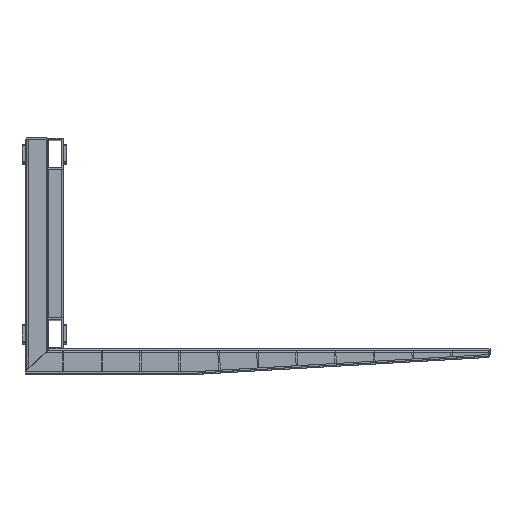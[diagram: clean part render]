
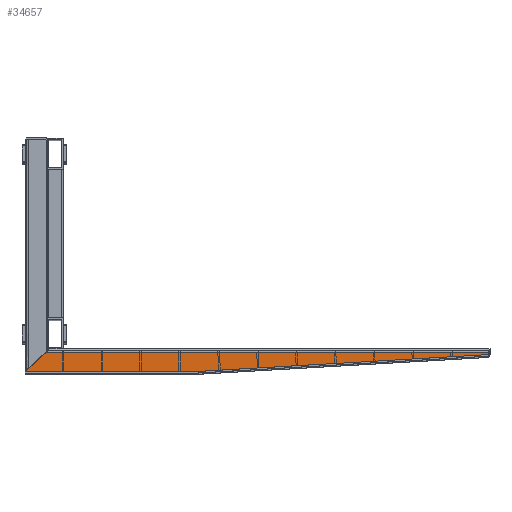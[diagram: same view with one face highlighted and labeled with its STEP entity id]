
A CAD part, top view. The second image highlights one B-rep face of the part: STEP entity #34657.
In plain terms, the highlighted free-form (B-spline) face has degree [1, 1] with [2, 2] control points.
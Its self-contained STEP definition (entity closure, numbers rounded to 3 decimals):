
#34367 = VERTEX_POINT('',#34368);
#34368 = CARTESIAN_POINT('',(1871.238,-80.082,
    1644.419));
#34396 = VERTEX_POINT('',#34397);
#34397 = CARTESIAN_POINT('',(-33.367,-80.082,
    1644.419));
#34447 = EDGE_CURVE('',#34396,#34367,#34448,.T.);
#34448 = B_SPLINE_CURVE_WITH_KNOTS('',1,(#34449,#34450),.UNSPECIFIED.,
  .F.,.F.,(2,2),(-1427.,0.),.PIECEWISE_BEZIER_KNOTS.);
#34449 = CARTESIAN_POINT('',(-33.367,-80.082,
    1644.419));
#34450 = CARTESIAN_POINT('',(1871.238,-80.082,
    1644.419));
#34479 = VERTEX_POINT('',#34480);
#34480 = CARTESIAN_POINT('',(-130.8,-164.167,
    1644.419));
#34485 = EDGE_CURVE('',#34486,#34479,#34488,.T.);
#34486 = VERTEX_POINT('',#34487);
#34487 = CARTESIAN_POINT('',(-40.041,-80.082,
    1644.419));
#34488 = B_SPLINE_CURVE_WITH_KNOTS('',1,(#34489,#34490),.UNSPECIFIED.,
  .F.,.F.,(2,2),(507.085,599.784),
  .PIECEWISE_BEZIER_KNOTS.);
#34489 = CARTESIAN_POINT('',(-40.041,-80.082,
    1644.419));
#34490 = CARTESIAN_POINT('',(-130.8,-164.167,
    1644.419));
#34506 = VERTEX_POINT('',#34507);
#34507 = CARTESIAN_POINT('',(603.475,-164.167,
    1644.419));
#34514 = EDGE_CURVE('',#34479,#34506,#34515,.T.);
#34515 = B_SPLINE_CURVE_WITH_KNOTS('',1,(#34516,#34517),.UNSPECIFIED.,
  .F.,.F.,(2,2),(-750.,-199.855),.PIECEWISE_BEZIER_KNOTS.);
#34516 = CARTESIAN_POINT('',(-130.8,-164.167,
    1644.419));
#34517 = CARTESIAN_POINT('',(603.475,-164.167,
    1644.419));
#34534 = VERTEX_POINT('',#34535);
#34535 = CARTESIAN_POINT('',(603.474,-164.156,
    1644.419));
#34542 = EDGE_CURVE('',#34506,#34534,#34543,.T.);
#34543 = B_SPLINE_CURVE_WITH_KNOTS('',1,(#34544,#34545),.UNSPECIFIED.,
  .F.,.F.,(2,2),(-61.302,-61.294),
  .PIECEWISE_BEZIER_KNOTS.);
#34544 = CARTESIAN_POINT('',(603.475,-164.167,
    1644.419));
#34545 = CARTESIAN_POINT('',(603.474,-164.156,
    1644.419));
#34569 = VERTEX_POINT('',#34570);
#34570 = CARTESIAN_POINT('',(1864.951,-90.971,
    1644.419));
#34575 = EDGE_CURVE('',#34569,#34534,#34576,.T.);
#34576 = B_SPLINE_CURVE_WITH_KNOTS('',1,(#34577,#34578),.UNSPECIFIED.,
  .F.,.F.,(2,2),(-742.987,203.747),
  .PIECEWISE_BEZIER_KNOTS.);
#34577 = CARTESIAN_POINT('',(1864.951,-90.971,
    1644.419));
#34578 = CARTESIAN_POINT('',(603.474,-164.156,
    1644.419));
#34589 = EDGE_CURVE('',#34569,#34590,#34592,.T.);
#34590 = VERTEX_POINT('',#34591);
#34591 = CARTESIAN_POINT('',(1871.238,-84.309,
    1644.419));
#34592 = ( BOUNDED_CURVE() B_SPLINE_CURVE(2,(#34593,#34594,#34595),
.UNSPECIFIED.,.F.,.F.) B_SPLINE_CURVE_WITH_KNOTS((3,3),(
0.058,1.571),.PIECEWISE_BEZIER_KNOTS.) CURVE() 
GEOMETRIC_REPRESENTATION_ITEM() RATIONAL_B_SPLINE_CURVE((1.,
0.727,1.)) REPRESENTATION_ITEM('') );
#34593 = CARTESIAN_POINT('',(1864.951,-90.971,
    1644.419));
#34594 = CARTESIAN_POINT('',(1871.238,-90.606,
    1644.419));
#34595 = CARTESIAN_POINT('',(1871.238,-84.309,
    1644.419));
#34645 = EDGE_CURVE('',#34590,#34367,#34646,.T.);
#34646 = B_SPLINE_CURVE_WITH_KNOTS('',1,(#34647,#34648),.UNSPECIFIED.,
  .F.,.F.,(2,2),(-13.167,-10.),.PIECEWISE_BEZIER_KNOTS.);
#34647 = CARTESIAN_POINT('',(1871.238,-84.309,
    1644.419));
#34648 = CARTESIAN_POINT('',(1871.238,-80.082,
    1644.419));
#34657 = ADVANCED_FACE('',(#34658),#34672,.F.);
#34658 = FACE_BOUND('',#34659,.T.);
#34659 = EDGE_LOOP('',(#34660,#34661,#34662,#34663,#34664,#34669,#34670,
    #34671));
#34660 = ORIENTED_EDGE('',*,*,#34575,.F.);
#34661 = ORIENTED_EDGE('',*,*,#34589,.T.);
#34662 = ORIENTED_EDGE('',*,*,#34645,.T.);
#34663 = ORIENTED_EDGE('',*,*,#34447,.F.);
#34664 = ORIENTED_EDGE('',*,*,#34665,.F.);
#34665 = EDGE_CURVE('',#34486,#34396,#34666,.T.);
#34666 = B_SPLINE_CURVE_WITH_KNOTS('',1,(#34667,#34668),.UNSPECIFIED.,
  .F.,.F.,(2,2),(-1432.,-1427.),.PIECEWISE_BEZIER_KNOTS.);
#34667 = CARTESIAN_POINT('',(-40.041,-80.082,
    1644.419));
#34668 = CARTESIAN_POINT('',(-33.367,-80.082,
    1644.419));
#34669 = ORIENTED_EDGE('',*,*,#34485,.T.);
#34670 = ORIENTED_EDGE('',*,*,#34514,.T.);
#34671 = ORIENTED_EDGE('',*,*,#34542,.T.);
#34672 = B_SPLINE_SURFACE_WITH_KNOTS('',1,1,(
    (#34673,#34674)
    ,(#34675,#34676
    )),.UNSPECIFIED.,.F.,.F.,.F.,(2,2),(2,2),(10.,73.),(
    -750.,750.),.PIECEWISE_BEZIER_KNOTS.);
#34673 = CARTESIAN_POINT('',(1871.238,-80.082,
    1644.419));
#34674 = CARTESIAN_POINT('',(-130.8,-80.082,
    1644.419));
#34675 = CARTESIAN_POINT('',(1871.238,-164.167,
    1644.419));
#34676 = CARTESIAN_POINT('',(-130.8,-164.167,
    1644.419));
